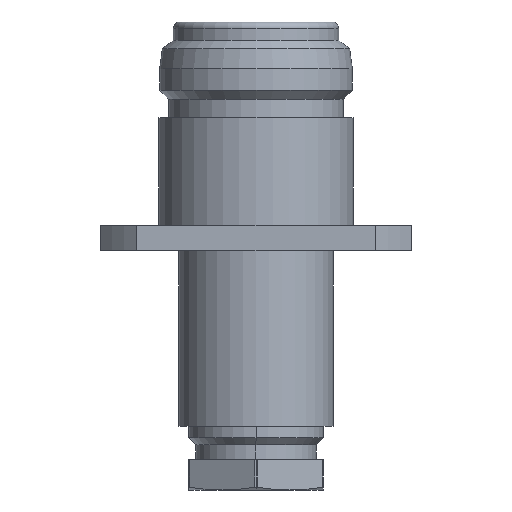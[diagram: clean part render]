
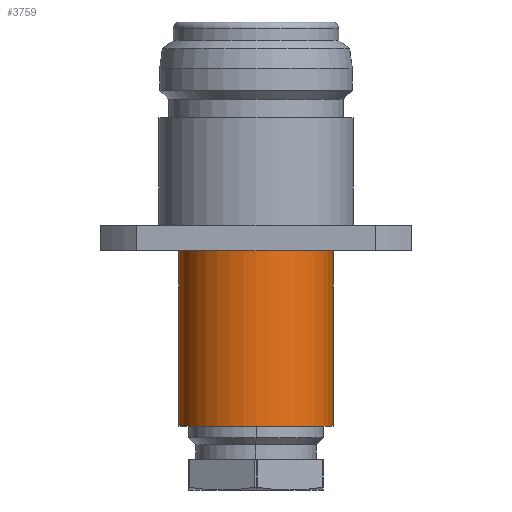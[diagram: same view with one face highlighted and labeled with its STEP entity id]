
A CAD part, front view. The second image highlights one B-rep face of the part: STEP entity #3759.
In plain terms, the highlighted cylindrical face has radius 6.3 mm (diameter 12.6 mm), a partial arc.
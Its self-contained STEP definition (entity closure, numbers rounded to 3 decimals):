
#47 = EDGE_CURVE ( 'NONE', #489, #1007, #1306, .T. ) ;
#146 = ORIENTED_EDGE ( 'NONE', *, *, #47, .F. ) ;
#367 = VECTOR ( 'NONE', #4045, 1000. ) ;
#463 = CARTESIAN_POINT ( 'NONE',  ( -6.3, 0., -18.7 ) ) ;
#472 = VECTOR ( 'NONE', #3175, 1000. ) ;
#489 = VERTEX_POINT ( 'NONE', #3596 ) ;
#494 = CARTESIAN_POINT ( 'NONE',  ( 0., 0., -18.7 ) ) ;
#554 = CIRCLE ( 'NONE', #2400, 6.3 ) ;
#858 = DIRECTION ( 'NONE',  ( 1., 0., 0. ) ) ;
#1007 = VERTEX_POINT ( 'NONE', #463 ) ;
#1076 = CARTESIAN_POINT ( 'NONE',  ( 6.3, 0., 2.331 ) ) ;
#1134 = DIRECTION ( 'NONE',  ( 0., 0., 1. ) ) ;
#1258 = ORIENTED_EDGE ( 'NONE', *, *, #4181, .T. ) ;
#1306 = LINE ( 'NONE', #4399, #367 ) ;
#1645 = EDGE_CURVE ( 'NONE', #1007, #3938, #2515, .T. ) ;
#1975 = DIRECTION ( 'NONE',  ( 0., 0., 1. ) ) ;
#2286 = ORIENTED_EDGE ( 'NONE', *, *, #1645, .F. ) ;
#2387 = EDGE_CURVE ( 'NONE', #489, #3711, #554, .T. ) ;
#2400 = AXIS2_PLACEMENT_3D ( 'NONE', #4096, #1975, #4447 ) ;
#2515 = CIRCLE ( 'NONE', #3928, 6.3 ) ;
#2600 = CYLINDRICAL_SURFACE ( 'NONE', #3457, 6.3 ) ;
#2616 = EDGE_LOOP ( 'NONE', ( #146, #2877, #1258, #2286 ) ) ;
#2838 = CARTESIAN_POINT ( 'NONE',  ( 6.3, 0., -33. ) ) ;
#2877 = ORIENTED_EDGE ( 'NONE', *, *, #2387, .T. ) ;
#2940 = DIRECTION ( 'NONE',  ( 0., 0., 1. ) ) ;
#3175 = DIRECTION ( 'NONE',  ( 0., 0., 1. ) ) ;
#3275 = LINE ( 'NONE', #1076, #472 ) ;
#3339 = CARTESIAN_POINT ( 'NONE',  ( 6.3, 0., -18.7 ) ) ;
#3457 = AXIS2_PLACEMENT_3D ( 'NONE', #4317, #1134, #3970 ) ;
#3596 = CARTESIAN_POINT ( 'NONE',  ( -6.3, 0., -33. ) ) ;
#3711 = VERTEX_POINT ( 'NONE', #2838 ) ;
#3759 = ADVANCED_FACE ( 'NONE', ( #3886 ), #2600, .T. ) ;
#3886 = FACE_OUTER_BOUND ( 'NONE', #2616, .T. ) ;
#3928 = AXIS2_PLACEMENT_3D ( 'NONE', #494, #2940, #858 ) ;
#3938 = VERTEX_POINT ( 'NONE', #3339 ) ;
#3970 = DIRECTION ( 'NONE',  ( 1., 0., 0. ) ) ;
#4045 = DIRECTION ( 'NONE',  ( 0., 0., 1. ) ) ;
#4096 = CARTESIAN_POINT ( 'NONE',  ( 0., 0., -33. ) ) ;
#4181 = EDGE_CURVE ( 'NONE', #3711, #3938, #3275, .T. ) ;
#4317 = CARTESIAN_POINT ( 'NONE',  ( 0., 0., 2.331 ) ) ;
#4399 = CARTESIAN_POINT ( 'NONE',  ( -6.3, 0., 2.331 ) ) ;
#4447 = DIRECTION ( 'NONE',  ( 1., 0., 0. ) ) ;
